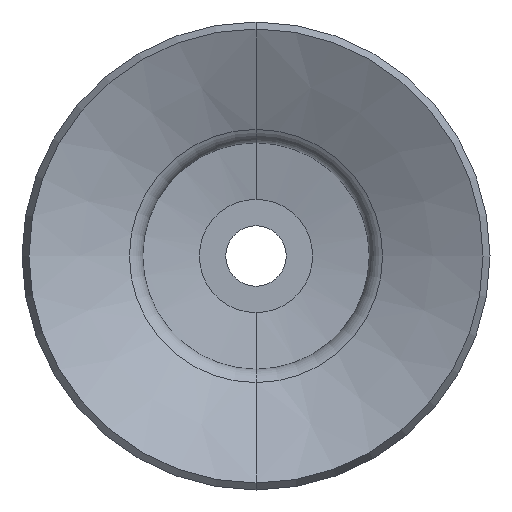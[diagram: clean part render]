
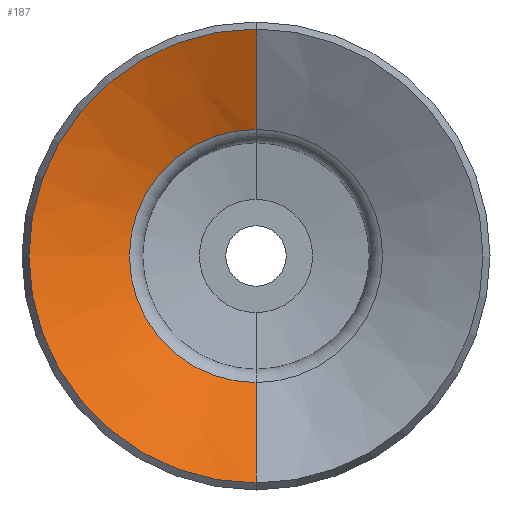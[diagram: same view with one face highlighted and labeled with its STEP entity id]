
A CAD part, front view. The second image highlights one B-rep face of the part: STEP entity #187.
In plain terms, the highlighted conical face has half-angle 63.962 degrees and reference radius 16.767 mm.
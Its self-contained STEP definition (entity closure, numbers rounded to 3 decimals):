
#187=ADVANCED_FACE('',(#455),#456,.F.);
#455=FACE_OUTER_BOUND('',#809,.T.);
#456=CONICAL_SURFACE('',#810,16.767,1.116);
#809=EDGE_LOOP('',(#5013,#5014,#5015,#5016));
#810=AXIS2_PLACEMENT_3D('',#5017,#5018,#5019);
#5013=ORIENTED_EDGE('',*,*,#5736,.T.);
#5014=ORIENTED_EDGE('',*,*,#5796,.T.);
#5015=ORIENTED_EDGE('',*,*,#5797,.F.);
#5016=ORIENTED_EDGE('',*,*,#5798,.F.);
#5017=CARTESIAN_POINT('',(0.0,-48.497,0.0));
#5018=DIRECTION('',(0.0,-1.0,-0.0));
#5019=DIRECTION('',(0.0,0.0,-1.0));
#5736=EDGE_CURVE('',#6126,#6130,#6132,.T.);
#5796=EDGE_CURVE('',#6130,#6214,#6215,.T.);
#5797=EDGE_CURVE('',#6216,#6214,#6217,.T.);
#5798=EDGE_CURVE('',#6126,#6216,#6218,.T.);
#6126=VERTEX_POINT('',#6652);
#6130=VERTEX_POINT('',#6656);
#6132=CIRCLE('',#6658,16.767);
#6214=VERTEX_POINT('',#6755);
#6215=LINE('',#6756,#6757);
#6216=VERTEX_POINT('',#6758);
#6217=CIRCLE('',#6759,30.078);
#6218=LINE('',#6760,#6761);
#6652=CARTESIAN_POINT('',(0.0,-48.497,-16.767));
#6656=CARTESIAN_POINT('',(0.,-48.497,16.767));
#6658=AXIS2_PLACEMENT_3D('',#8853,#8854,#8855);
#6755=CARTESIAN_POINT('',(0.0,-55.0,30.078));
#6756=CARTESIAN_POINT('',(0.,-48.497,16.767));
#6757=VECTOR('',#8961,1000.0);
#6758=CARTESIAN_POINT('',(0.,-55.0,-30.078));
#6759=AXIS2_PLACEMENT_3D('',#8962,#8963,#8964);
#6760=CARTESIAN_POINT('',(0.0,-48.497,-16.767));
#6761=VECTOR('',#8965,1000.0);
#8853=CARTESIAN_POINT('',(0.0,-48.497,0.0));
#8854=DIRECTION('',(0.0,1.0,0.0));
#8855=DIRECTION('',(0.0,0.0,1.0));
#8961=DIRECTION('',(0.,-0.439,0.899));
#8962=CARTESIAN_POINT('',(0.0,-55.0,0.0));
#8963=DIRECTION('',(0.0,1.0,0.0));
#8964=DIRECTION('',(0.0,0.0,1.0));
#8965=DIRECTION('',(0.0,-0.439,-0.899));
